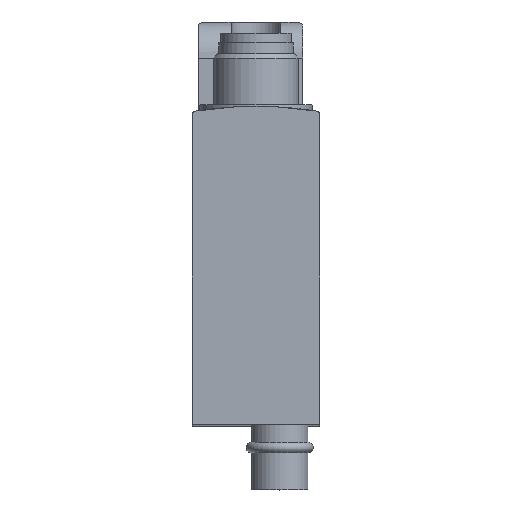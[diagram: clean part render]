
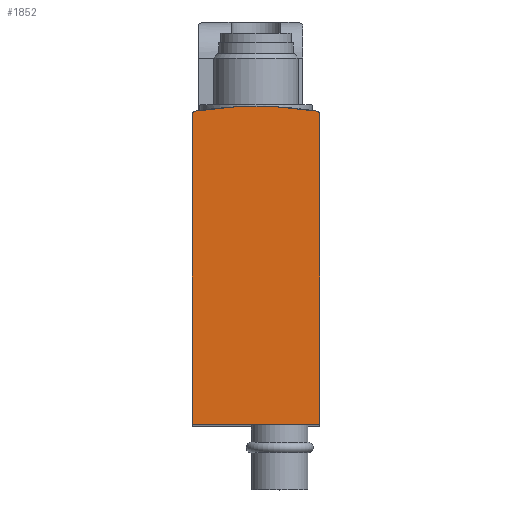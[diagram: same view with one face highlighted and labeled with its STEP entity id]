
A CAD part, top view. The second image highlights one B-rep face of the part: STEP entity #1852.
In plain terms, the highlighted planar face has unit normal (0, 0, 1).
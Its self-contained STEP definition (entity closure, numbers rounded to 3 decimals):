
#40=PLANE('',#1976);
#113=LINE('',#2610,#203);
#134=LINE('',#2702,#224);
#135=LINE('',#2704,#225);
#203=VECTOR('',#2152,1000.);
#224=VECTOR('',#2243,1000.);
#225=VECTOR('',#2246,1000.);
#429=ORIENTED_EDGE('',*,*,#712,.T.);
#430=ORIENTED_EDGE('',*,*,#714,.T.);
#431=ORIENTED_EDGE('',*,*,#674,.T.);
#432=ORIENTED_EDGE('',*,*,#715,.T.);
#433=ORIENTED_EDGE('',*,*,#717,.T.);
#434=ORIENTED_EDGE('',*,*,#619,.T.);
#619=EDGE_CURVE('',#797,#798,#923,.T.);
#674=EDGE_CURVE('',#846,#845,#113,.T.);
#712=EDGE_CURVE('',#798,#867,#959,.T.);
#714=EDGE_CURVE('',#867,#846,#134,.T.);
#715=EDGE_CURVE('',#845,#868,#135,.T.);
#717=EDGE_CURVE('',#868,#797,#960,.T.);
#797=VERTEX_POINT('',#2463);
#798=VERTEX_POINT('',#2464);
#845=VERTEX_POINT('',#2609);
#846=VERTEX_POINT('',#2611);
#867=VERTEX_POINT('',#2699);
#868=VERTEX_POINT('',#2705);
#923=CIRCLE('',#1910,55.);
#959=CIRCLE('',#1971,0.5);
#960=CIRCLE('',#1975,0.5);
#1033=EDGE_LOOP('',(#429,#430,#431,#432,#433,#434));
#1145=FACE_BOUND('',#1033,.T.);
#1852=ADVANCED_FACE('',(#1145),#40,.T.);
#1910=AXIS2_PLACEMENT_3D('',#2462,#2066,#2067);
#1971=AXIS2_PLACEMENT_3D('',#2698,#2238,#2239);
#1975=AXIS2_PLACEMENT_3D('',#2708,#2250,#2251);
#1976=AXIS2_PLACEMENT_3D('',#2709,#2252,#2253);
#2066=DIRECTION('',(0.,0.,1.));
#2067=DIRECTION('',(1.,0.,0.));
#2152=DIRECTION('',(1.,0.,0.));
#2238=DIRECTION('',(0.,0.,1.));
#2239=DIRECTION('',(1.,0.,0.));
#2243=DIRECTION('',(0.,-1.,0.));
#2246=DIRECTION('',(0.,1.,0.));
#2250=DIRECTION('',(0.,0.,1.));
#2251=DIRECTION('',(1.,0.,0.));
#2252=DIRECTION('',(0.,0.,1.));
#2253=DIRECTION('',(1.,0.,0.));
#2462=CARTESIAN_POINT('',(0.,-10.,92.5));
#2463=CARTESIAN_POINT('',(8.628,44.319,92.5));
#2464=CARTESIAN_POINT('',(-8.628,44.319,92.5));
#2609=CARTESIAN_POINT('',(9.05,0.,92.5));
#2610=CARTESIAN_POINT('',(-9.05,0.,92.5));
#2611=CARTESIAN_POINT('',(-9.05,0.,92.5));
#2698=CARTESIAN_POINT('',(-8.55,43.825,92.5));
#2699=CARTESIAN_POINT('',(-9.05,43.825,92.5));
#2702=CARTESIAN_POINT('',(-9.05,43.825,92.5));
#2704=CARTESIAN_POINT('',(9.05,0.,92.5));
#2705=CARTESIAN_POINT('',(9.05,43.825,92.5));
#2708=CARTESIAN_POINT('',(8.55,43.825,92.5));
#2709=CARTESIAN_POINT('',(-8.55,43.825,92.5));
